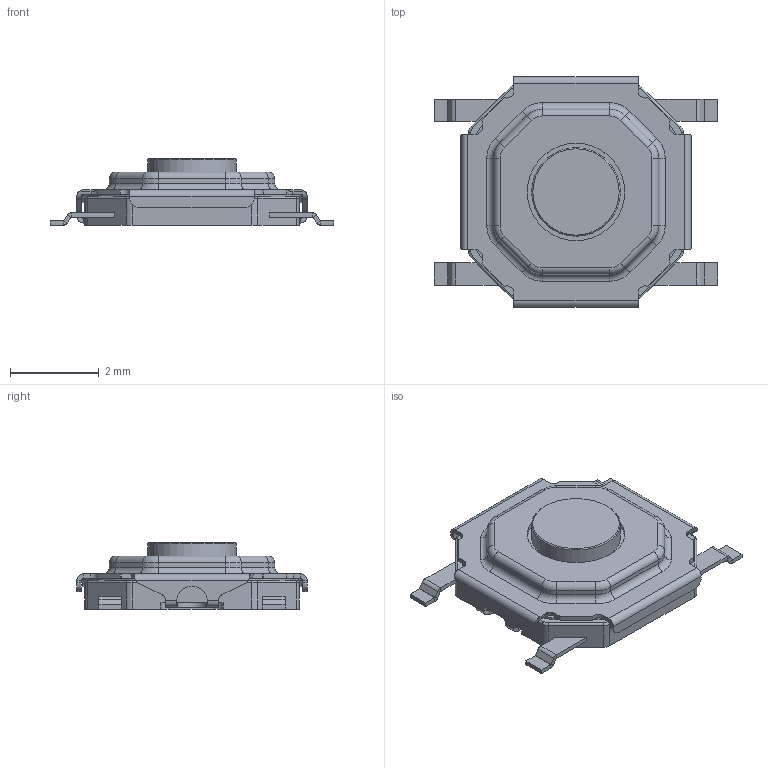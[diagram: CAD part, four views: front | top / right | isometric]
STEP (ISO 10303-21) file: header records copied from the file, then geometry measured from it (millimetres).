
FILE_DESCRIPTION(/* description */ (''),/* implementation_level */ '2;1');
FILE_NAME(/* name */ 'Button_SW_SPST_SKQG_WithoutStem v1.step',/* time_stamp */ '2024-06-03T15:51:42+02:00',/* author */ (''),/* organization */ (''),/* preprocessor_version */ 'ST-DEVELOPER v20',/* originating_system */ 'Autodesk Translation Framework v13.14.0.145',/* authorisation */ '');
FILE_SCHEMA (('AUTOMOTIVE_DESIGN { 1 0 10303 214 3 1 1 }'));
Length unit declared in the file: millimetre
Products named in the file (1): Button_SW_SPST_SKQG_WithoutStem
Bounding box: 6.4 x 5.2 x 1.5 mm (x, y, z)
Volume: 23.5 mm3; surface area: 82.9 mm2
Topology: 1 solids, 1 shells, 352 faces, 868 edges, 509 vertices
Faces by surface type: plane 185, cylinder 126, torus 24, bspline 16, cone 1
Full cylindrical faces by diameter (mm): 2 x1, 2.2 x1
Entity records: 11112 total; most frequent: CARTESIAN_POINT 2418, DIRECTION 1775, ORIENTED_EDGE 1736, EDGE_CURVE 868, AXIS2_PLACEMENT_3D 618, LINE 539, VECTOR 539, VERTEX_POINT 509
